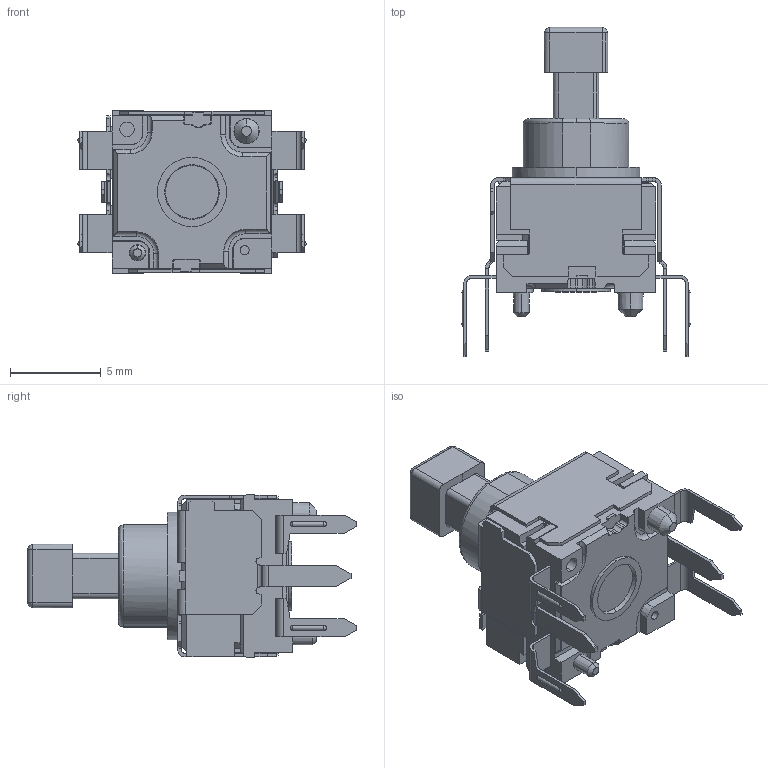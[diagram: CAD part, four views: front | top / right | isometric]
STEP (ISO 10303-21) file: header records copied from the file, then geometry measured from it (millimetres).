
FILE_DESCRIPTION (( 'STEP AP214' ), '1' );
FILE_NAME ('SPEF110200.STEP', '2016-11-02T01:01:18', ( 'user' ), ( '' ), 'SwSTEP 2.0', 'SolidWorks 2014', '' );
FILE_SCHEMA (( 'AUTOMOTIVE_DESIGN' ));
Length unit declared in the file: millimetre
Products named in the file (1): SPEF110200
Bounding box: 12.55 x 18.1 x 9 mm (x, y, z)
Volume: 614.9 mm3; surface area: 939.4 mm2
Topology: 1 solids, 1 shells, 515 faces, 1437 edges, 928 vertices
Faces by surface type: plane 357, cylinder 108, cone 28, bspline 10, sphere 8, torus 4
Entity records: 19960 total; most frequent: CARTESIAN_POINT 3405, ORIENTED_EDGE 2866, DIRECTION 2615, EDGE_CURVE 1433, LINE 1107, VECTOR 1107, VERTEX_POINT 928, AXIS2_PLACEMENT_3D 754
